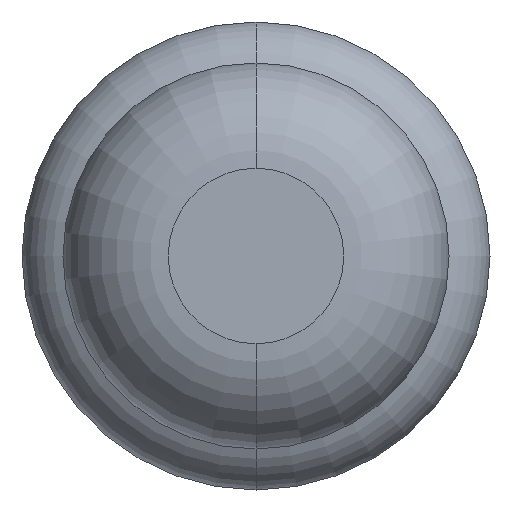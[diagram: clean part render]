
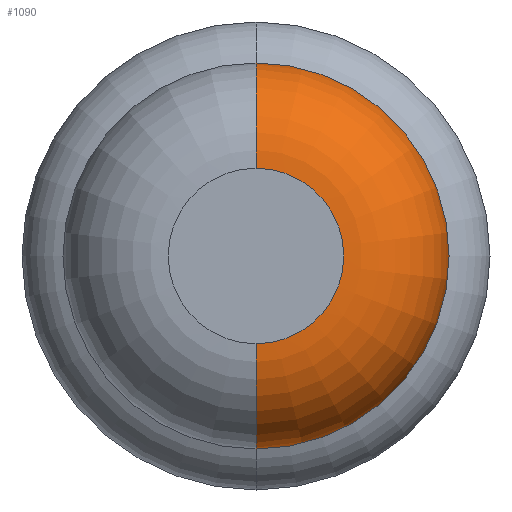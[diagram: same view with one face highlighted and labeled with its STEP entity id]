
A CAD part, front view. The second image highlights one B-rep face of the part: STEP entity #1090.
In plain terms, the highlighted toroidal (fillet/blend) face has major radius 0.375 mm and minor radius 0.45 mm.
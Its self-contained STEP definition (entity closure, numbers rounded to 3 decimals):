
#141 = CARTESIAN_POINT ( 'NONE',  ( 0., -23.55, 0.825 ) ) ;
#204 = CARTESIAN_POINT ( 'NONE',  ( 0., -23.55, 0.375 ) ) ;
#219 = DIRECTION ( 'NONE',  ( 0., 0., -1. ) ) ;
#233 = AXIS2_PLACEMENT_3D ( 'NONE', #2388, #894, #219 ) ;
#266 = AXIS2_PLACEMENT_3D ( 'NONE', #204, #1625, #3826 ) ;
#276 = CARTESIAN_POINT ( 'NONE',  ( 0., -24., 0. ) ) ;
#449 = EDGE_CURVE ( 'Defeature ausgef�hrt1_6+Defeature ausgef�hrt1_5+Defeature ausgef�hrt1_5+Defeature ausgef�hrt1_5', #2207, #1441, #681, .T. ) ;
#681 = CIRCLE ( 'NONE', #1024, 0.375 ) ;
#814 = CARTESIAN_POINT ( 'NONE',  ( 0., -23.55, 0. ) ) ;
#894 = DIRECTION ( 'NONE',  ( 1., 0., 0. ) ) ;
#1024 = AXIS2_PLACEMENT_3D ( 'NONE', #276, #3882, #3488 ) ;
#1090 = ADVANCED_FACE ( 'Defeature ausgef�hrt1_6', ( #4131 ), #3670, .T. ) ;
#1289 = CARTESIAN_POINT ( 'NONE',  ( 0., -24., -0.375 ) ) ;
#1366 = VERTEX_POINT ( 'NONE', #141 ) ;
#1441 = VERTEX_POINT ( 'NONE', #1289 ) ;
#1580 = VERTEX_POINT ( 'NONE', #3197 ) ;
#1625 = DIRECTION ( 'NONE',  ( -1., 0., 0. ) ) ;
#1639 = DIRECTION ( 'NONE',  ( 0., 0., 1. ) ) ;
#1645 = ORIENTED_EDGE ( 'NONE', *, *, #3789, .F. ) ;
#1882 = DIRECTION ( 'NONE',  ( 0., 0., 1. ) ) ;
#2057 = ORIENTED_EDGE ( 'NONE', *, *, #3955, .F. ) ;
#2207 = VERTEX_POINT ( 'NONE', #4248 ) ;
#2372 = ORIENTED_EDGE ( 'NONE', *, *, #449, .T. ) ;
#2388 = CARTESIAN_POINT ( 'NONE',  ( 0., -23.55, -0.375 ) ) ;
#2617 = CIRCLE ( 'NONE', #233, 0.45 ) ;
#2750 = DIRECTION ( 'NONE',  ( 0., 1., 0. ) ) ;
#2970 = ORIENTED_EDGE ( 'NONE', *, *, #4551, .T. ) ;
#3102 = CARTESIAN_POINT ( 'NONE',  ( 0., -23.55, 0. ) ) ;
#3197 = CARTESIAN_POINT ( 'NONE',  ( 0., -23.55, -0.825 ) ) ;
#3320 = AXIS2_PLACEMENT_3D ( 'NONE', #3102, #2750, #1639 ) ;
#3488 = DIRECTION ( 'NONE',  ( 0., 0., 1. ) ) ;
#3670 = TOROIDAL_SURFACE ( 'NONE', #3320, 0.375, 0.45 ) ;
#3789 = EDGE_CURVE ( 'NONE', #2207, #1366, #4236, .T. ) ;
#3826 = DIRECTION ( 'NONE',  ( 0., 0., 1. ) ) ;
#3882 = DIRECTION ( 'NONE',  ( 0., 1., 0. ) ) ;
#3890 = EDGE_LOOP ( 'NONE', ( #2372, #2970, #2057, #1645 ) ) ;
#3946 = CIRCLE ( 'NONE', #4047, 0.825 ) ;
#3955 = EDGE_CURVE ( 'Defeature ausgef�hrt1_7+Defeature ausgef�hrt1_6+Defeature ausgef�hrt1_6+Defeature ausgef�hrt1_6', #1366, #1580, #3946, .T. ) ;
#4047 = AXIS2_PLACEMENT_3D ( 'NONE', #814, #4375, #1882 ) ;
#4131 = FACE_OUTER_BOUND ( 'NONE', #3890, .T. ) ;
#4236 = CIRCLE ( 'NONE', #266, 0.45 ) ;
#4248 = CARTESIAN_POINT ( 'NONE',  ( 0., -24., 0.375 ) ) ;
#4375 = DIRECTION ( 'NONE',  ( 0., 1., 0. ) ) ;
#4551 = EDGE_CURVE ( 'NONE', #1441, #1580, #2617, .T. ) ;
